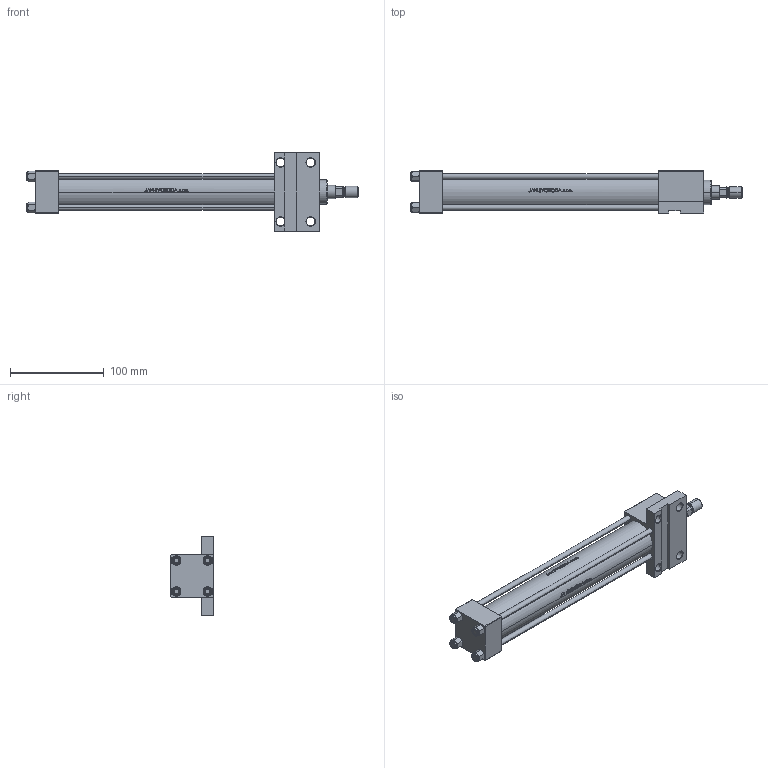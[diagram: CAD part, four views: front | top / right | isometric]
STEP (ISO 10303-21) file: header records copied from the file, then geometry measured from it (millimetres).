
FILE_DESCRIPTION (( 'STEP AP203' ), '1' );
FILE_NAME ('c846.STEP', '2023-08-22T19:02:24', ( '' ), ( '' ), 'SwSTEP 2.0', 'SolidWorks 2019', '' );
FILE_SCHEMA (( 'CONFIG_CONTROL_DESIGN' ));
Length unit declared in the file: millimetre
Products named in the file (7): c846; NUT_M5_F 21c5b8149d934e2a4fcda5c05b3b7566; V215CR_VCP_F 21c5b8149d934e2a4fcda5c05b3b7566; V215_VC_A 21c5b8149d934e2a4fcda5c05b3b7566; V215CR_F_TYCINKA 21c5b8149d934e2a4fcda5c05b3b7566; ROD_END_AH 21c5b8149d934e2a4fcda5c05b3b7566; V215CR_F_Body 21c5b8149d934e2a4fcda5c05b3b7566
Assembly tree (12 placements, depth 2):
  c846
    V215CR_F_Body 21c5b8149d934e2a4fcda5c05b3b7566
    V215CR_VCP_F 21c5b8149d934e2a4fcda5c05b3b7566
    V215CR_F_TYCINKA 21c5b8149d934e2a4fcda5c05b3b7566  x4
    NUT_M5_F 21c5b8149d934e2a4fcda5c05b3b7566  x4
    V215_VC_A 21c5b8149d934e2a4fcda5c05b3b7566
    ROD_END_AH 21c5b8149d934e2a4fcda5c05b3b7566
Bounding box: 354 x 45 x 84 mm (x, y, z)
Volume: 321085.7 mm3; surface area: 134636.2 mm2
Topology: 12 solids, 12 shells, 1116 faces, 2757 edges, 1779 vertices
Faces by surface type: plane 440, bspline 380, cone 156, cylinder 130, torus 10
Entity records: 48094 total; most frequent: CARTESIAN_POINT 25986, ORIENTED_EDGE 5006, DIRECTION 3177, EDGE_CURVE 2503, VERTEX_POINT 1635, VECTOR 1289, LINE 1289, EDGE_LOOP 1130
